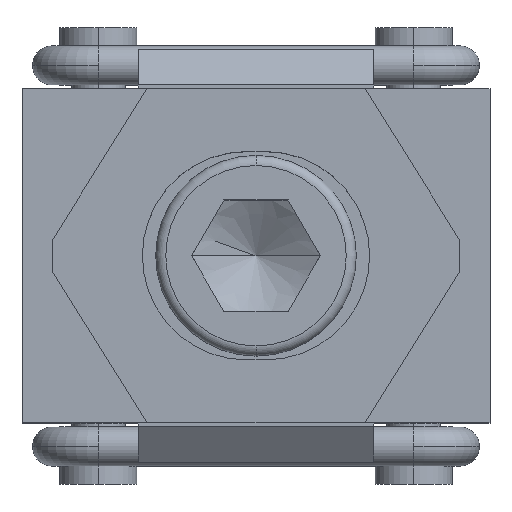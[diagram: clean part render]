
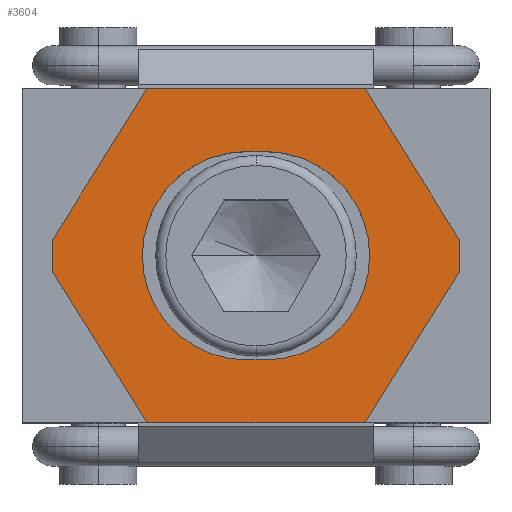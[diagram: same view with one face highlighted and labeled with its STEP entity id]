
A CAD part, top view. The second image highlights one B-rep face of the part: STEP entity #3604.
In plain terms, the highlighted planar face has unit normal (0, 0, 1).
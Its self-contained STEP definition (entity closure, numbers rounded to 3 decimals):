
#1434=VERTEX_POINT('',#4104);
#1450=VERTEX_POINT('',#4121);
#1502=VERTEX_POINT('',#4182);
#1634=EDGE_CURVE('',#3642,#3688,#4336,.T.);
#1876=VERTEX_POINT('',#4609);
#2078=EDGE_CURVE('',#1502,#2810,#4831,.T.);
#2092=VERTEX_POINT('',#4845);
#2172=EDGE_CURVE('',#3520,#1876,#4931,.T.);
#2180=VERTEX_POINT('',#4939);
#2184=EDGE_CURVE('',#3688,#1502,#4943,.T.);
#2192=EDGE_CURVE('',#2706,#2686,#4952,.T.);
#2234=EDGE_CURVE('',#1434,#3740,#4999,.T.);
#2284=EDGE_CURVE('',#1450,#2694,#5056,.T.);
#2364=EDGE_CURVE('',#2092,#3520,#5148,.T.);
#2444=EDGE_CURVE('',#1876,#2180,#5234,.T.);
#2686=VERTEX_POINT('',#5508);
#2694=VERTEX_POINT('',#5516);
#2706=VERTEX_POINT('',#5528);
#2810=VERTEX_POINT('',#5644);
#3472=EDGE_CURVE('',#2810,#2092,#6366,.T.);
#3520=VERTEX_POINT('',#6423);
#3604=ADVANCED_FACE('',(#6512,#6513),#6514,.T.);
#3642=VERTEX_POINT('',#6555);
#3662=EDGE_CURVE('',#2180,#3642,#6575,.T.);
#3688=VERTEX_POINT('',#6605);
#3740=VERTEX_POINT('',#6666);
#3772=EDGE_CURVE('',#3740,#2706,#6702,.T.);
#3900=EDGE_CURVE('',#2686,#1450,#6842,.T.);
#3942=EDGE_CURVE('',#2694,#1434,#6886,.T.);
#4104=CARTESIAN_POINT('',(-10.2,0.0,26.0));
#4121=CARTESIAN_POINT('',(0.85,-9.35,26.0));
#4182=CARTESIAN_POINT('',(-9.783,15.0,26.0));
#4336=LINE('',#7384,#7385);
#4609=CARTESIAN_POINT('',(9.783,-15.0,26.0));
#4831=LINE('',#8042,#8043);
#4845=CARTESIAN_POINT('',(-18.285,-1.395,26.));
#4931=LINE('',#8176,#8177);
#4939=CARTESIAN_POINT('',(18.285,-1.395,26.));
#4943=LINE('',#8192,#8193);
#4952=CIRCLE('',#8205,9.35);
#4999=CIRCLE('',#8264,9.35);
#5056=LINE('',#8344,#8345);
#5148=LINE('',#8463,#8464);
#5234=LINE('',#8573,#8574);
#5508=CARTESIAN_POINT('',(10.2,0.,26.0));
#5516=CARTESIAN_POINT('',(-0.85,-9.35,26.0));
#5528=CARTESIAN_POINT('',(0.85,9.35,26.0));
#5644=CARTESIAN_POINT('',(-18.285,1.395,26.));
#6366=LINE('',#10081,#10082);
#6423=CARTESIAN_POINT('',(-9.783,-15.0,26.));
#6512=FACE_BOUND('',#10282,.T.);
#6513=FACE_OUTER_BOUND('',#10283,.T.);
#6514=PLANE('',#10284);
#6555=CARTESIAN_POINT('',(18.285,1.395,26.));
#6575=LINE('',#10368,#10369);
#6605=CARTESIAN_POINT('',(9.783,15.0,26.));
#6666=CARTESIAN_POINT('',(-0.85,9.35,26.0));
#6702=LINE('',#10525,#10526);
#6842=CIRCLE('',#10723,9.35);
#6886=CIRCLE('',#10785,9.35);
#7384=CARTESIAN_POINT('',(18.285,1.395,26.0));
#7385=VECTOR('',#11280,1000.0);
#8042=CARTESIAN_POINT('',(-9.783,15.0,26.0));
#8043=VECTOR('',#11925,1000.0);
#8176=CARTESIAN_POINT('',(0.0,-15.0,26.0));
#8177=VECTOR('',#12014,1000.0);
#8192=CARTESIAN_POINT('',(0.0,15.0,26.0));
#8193=VECTOR('',#12021,1000.0);
#8205=AXIS2_PLACEMENT_3D('',#12036,#12037,#12038);
#8264=AXIS2_PLACEMENT_3D('',#12090,#12091,#12092);
#8344=CARTESIAN_POINT('',(-0.85,-9.35,26.0));
#8345=VECTOR('',#12170,1000.0);
#8463=CARTESIAN_POINT('',(-18.285,-1.395,26.0));
#8464=VECTOR('',#12307,1000.0);
#8573=CARTESIAN_POINT('',(9.783,-15.0,26.0));
#8574=VECTOR('',#12405,1000.0);
#10081=CARTESIAN_POINT('',(-18.285,0.,26.0));
#10082=VECTOR('',#13810,1000.0);
#10282=EDGE_LOOP('',(#14016,#14017,#14018,#14019,#14020,#14021));
#10283=EDGE_LOOP('',(#14022,#14023,#14024,#14025,#14026,#14027,#14028,#14029));
#10284=AXIS2_PLACEMENT_3D('',#14030,#14031,#14032);
#10368=CARTESIAN_POINT('',(18.285,0.,26.0));
#10369=VECTOR('',#14089,1000.0);
#10525=CARTESIAN_POINT('',(0.85,9.35,26.0));
#10526=VECTOR('',#14280,1000.0);
#10723=AXIS2_PLACEMENT_3D('',#14437,#14438,#14439);
#10785=AXIS2_PLACEMENT_3D('',#14483,#14484,#14485);
#11280=DIRECTION('',(-0.53,0.848,0.0));
#11925=DIRECTION('',(-0.53,-0.848,0.0));
#12014=DIRECTION('',(1.0,0.0,0.0));
#12021=DIRECTION('',(-1.0,0.0,0.0));
#12036=CARTESIAN_POINT('',(0.85,0.0,26.0));
#12037=DIRECTION('',(0.0,0.0,-1.0));
#12038=DIRECTION('',(-1.0,0.0,0.0));
#12090=CARTESIAN_POINT('',(-0.85,0.0,26.0));
#12091=DIRECTION('',(0.0,0.0,-1.0));
#12092=DIRECTION('',(-1.0,0.0,0.0));
#12170=DIRECTION('',(-1.0,0.0,0.0));
#12307=DIRECTION('',(0.53,-0.848,0.0));
#12405=DIRECTION('',(0.53,0.848,0.0));
#13810=DIRECTION('',(0.0,-1.0,0.0));
#14016=ORIENTED_EDGE('',*,*,#3772,.T.);
#14017=ORIENTED_EDGE('',*,*,#2192,.T.);
#14018=ORIENTED_EDGE('',*,*,#3900,.T.);
#14019=ORIENTED_EDGE('',*,*,#2284,.T.);
#14020=ORIENTED_EDGE('',*,*,#3942,.T.);
#14021=ORIENTED_EDGE('',*,*,#2234,.T.);
#14022=ORIENTED_EDGE('',*,*,#2444,.T.);
#14023=ORIENTED_EDGE('',*,*,#3662,.T.);
#14024=ORIENTED_EDGE('',*,*,#1634,.T.);
#14025=ORIENTED_EDGE('',*,*,#2184,.T.);
#14026=ORIENTED_EDGE('',*,*,#2078,.T.);
#14027=ORIENTED_EDGE('',*,*,#3472,.T.);
#14028=ORIENTED_EDGE('',*,*,#2364,.T.);
#14029=ORIENTED_EDGE('',*,*,#2172,.T.);
#14030=CARTESIAN_POINT('',(0.0,0.,26.0));
#14031=DIRECTION('',(0.0,0.0,1.0));
#14032=DIRECTION('',(1.0,0.0,0.0));
#14089=DIRECTION('',(0.0,1.0,0.0));
#14280=DIRECTION('',(1.0,0.0,0.0));
#14437=CARTESIAN_POINT('',(0.85,0.0,26.0));
#14438=DIRECTION('',(0.0,0.0,-1.0));
#14439=DIRECTION('',(-1.0,0.0,0.0));
#14483=CARTESIAN_POINT('',(-0.85,0.0,26.0));
#14484=DIRECTION('',(0.0,0.0,-1.0));
#14485=DIRECTION('',(-1.0,0.0,0.0));
